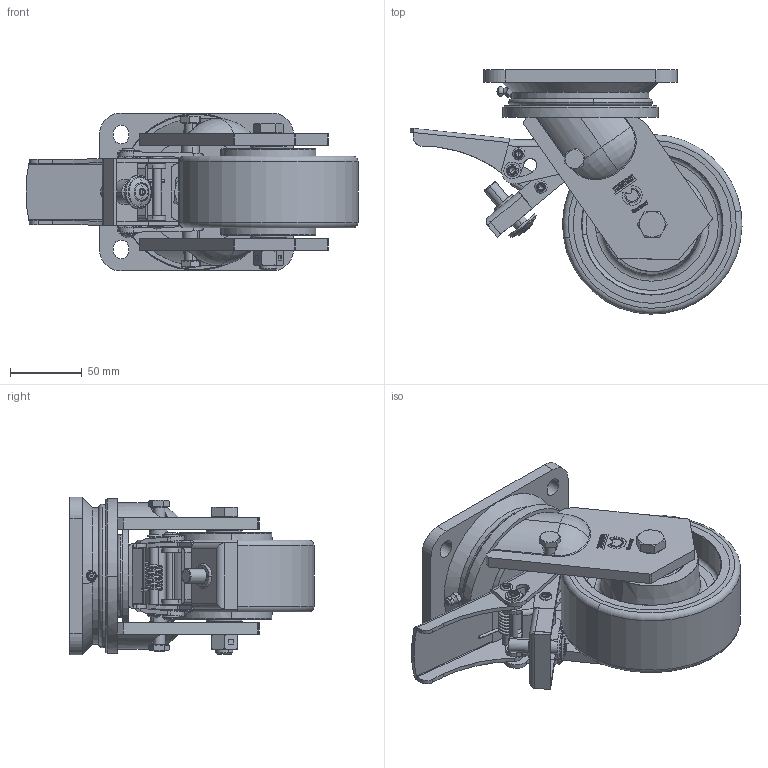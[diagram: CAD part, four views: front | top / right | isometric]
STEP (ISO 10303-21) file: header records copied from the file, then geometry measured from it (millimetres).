
FILE_DESCRIPTION (( 'STEP AP214' ), '1' );
FILE_NAME ('0010125_L-HB-PUZG-125-K-3-DSV.STEP', '2015-09-14T08:39:15', ( '' ), ( '' ), 'SwSTEP 2.0', 'SolidWorks 2014', '' );
FILE_SCHEMA (( 'AUTOMOTIVE_DESIGN' ));
Length unit declared in the file: millimetre
Products named in the file (1): 0010125_L-HB-PUZG-125-K-3-DSV
Bounding box: 231.17 x 169.98 x 110 mm (x, y, z)
Surface area: 287975 mm2 (no closed solid volume)
Topology: 0 solids, 41 shells, 1234 faces, 3074 edges, 1968 vertices
Faces by surface type: plane 515, cylinder 277, bspline 230, cone 130, torus 76, sphere 6
Entity records: 58684 total; most frequent: CARTESIAN_POINT 17677, ORIENTED_EDGE 6086, DIRECTION 4750, EDGE_CURVE 3059, VERTEX_POINT 1967, AXIS2_PLACEMENT_3D 1782, EDGE_LOOP 1398, UNCERTAINTY_MEASURE_WITH_UNIT 1268
